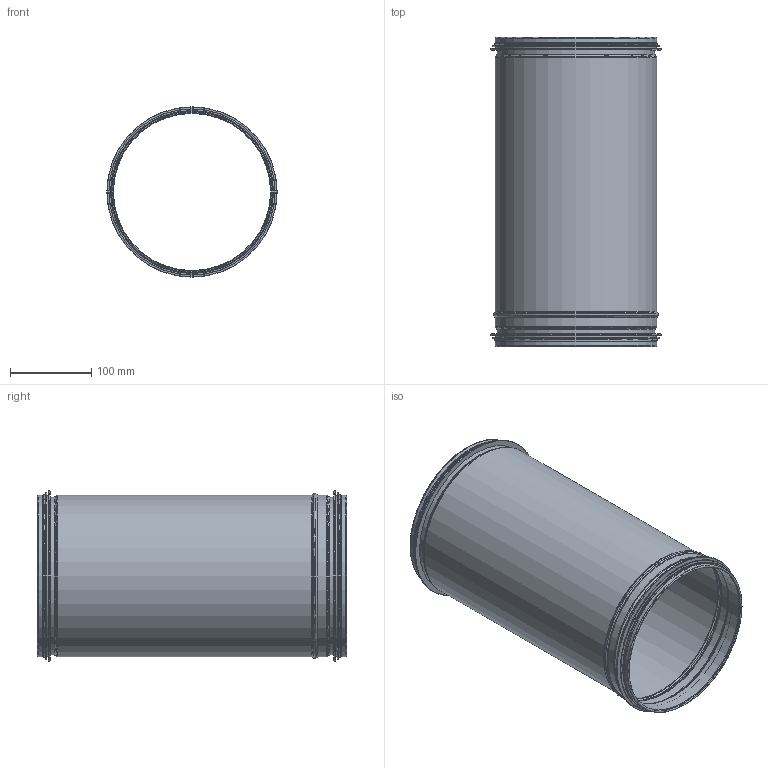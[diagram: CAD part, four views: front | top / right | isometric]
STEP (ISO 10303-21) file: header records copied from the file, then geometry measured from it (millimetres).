
FILE_DESCRIPTION((''),'2;1');
FILE_NAME('HINT-LN-200.stp','2014-03-05T15:08:55',(''),(''),'Autodesk Inventor 2013','Autodesk Inventor 2013','');
FILE_SCHEMA(('AUTOMOTIVE_DESIGN { 1 2 10303 214 0 1 1 1 }'));
Length unit declared in the file: millimetre
Products named in the file (3): HINT-LN-200; HINT-LNRörämne-200; 999006
Assembly tree (3 placements, depth 2):
  HINT-LN-200
    HINT-LNRörämne-200
    999006  x2
Bounding box: 209.35 x 380 x 209.35 mm (x, y, z)
Volume: 165750.8 mm3; surface area: 557363.8 mm2
Topology: 3 solids, 3 shells, 78 faces, 146 edges, 80 vertices
Faces by surface type: torus 30, cylinder 24, cone 12, plane 12
Full cylindrical faces by diameter (mm): 193.25 x2, 194.25 x2, 195.35 x2, 197.95 x6, 198.05 x4, 199.05 x4, 204.35 x2, 209.35 x2
Entity records: 1316 total; most frequent: DIRECTION 248, CARTESIAN_POINT 183, AXIS2_PLACEMENT_3D 124, ORIENTED_EDGE 118, EDGE_LOOP 118, VERTEX_POINT 59, CIRCLE 59, EDGE_CURVE 59
